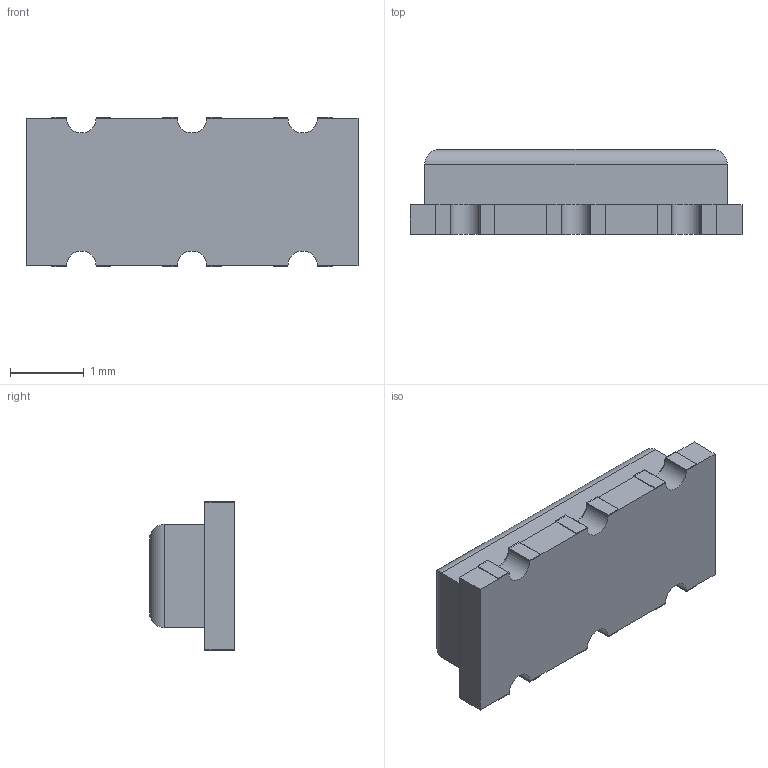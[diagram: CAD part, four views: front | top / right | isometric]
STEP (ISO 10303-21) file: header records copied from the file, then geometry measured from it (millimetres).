
FILE_DESCRIPTION(/* description */ (''),/* implementation_level */ '2;1');
FILE_NAME(/* name */ 'Murata_CSTCR_3-PIN_4.5x2mm.step',/* time_stamp */ '2021-02-23T22:06:25+00:00',/* author */ (''),/* organization */ (''),/* preprocessor_version */ 'ST-DEVELOPER v18.1',/* originating_system */ 'Autodesk Translation Framework v9.7.1.1290',/* authorisation */ '');
FILE_SCHEMA (('AUTOMOTIVE_DESIGN { 1 0 10303 214 3 1 1 }'));
Length unit declared in the file: millimetre
Products named in the file (1): Murata_CSTCR_3-PIN_4.5x2mm
Bounding box: 4.5 x 1.15 x 2.02 mm (x, y, z)
Volume: 7.7 mm3; surface area: 46.1 mm2
Topology: 8 solids, 8 shells, 112 faces, 272 edges, 176 vertices
Faces by surface type: plane 96, cylinder 16
Entity records: 3262 total; most frequent: CARTESIAN_POINT 561, ORIENTED_EDGE 544, DIRECTION 526, EDGE_CURVE 272, LINE 244, VECTOR 244, VERTEX_POINT 176, AXIS2_PLACEMENT_3D 141
